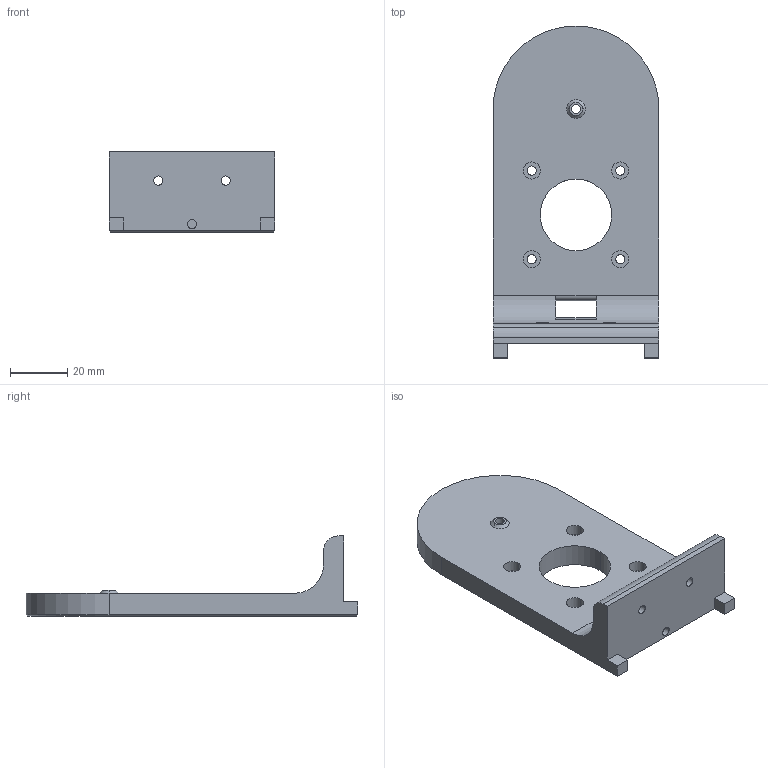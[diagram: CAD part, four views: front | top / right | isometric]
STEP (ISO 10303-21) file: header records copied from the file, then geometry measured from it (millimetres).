
FILE_DESCRIPTION (( 'STEP AP214' ), '1' );
FILE_NAME ('Gear Side Support.STEP', '2021-03-12T15:16:57', ( '' ), ( '' ), 'SwSTEP 2.0', 'SolidWorks 2019', '' );
FILE_SCHEMA (( 'AUTOMOTIVE_DESIGN' ));
Length unit declared in the file: millimetre
Products named in the file (1): Gear Side Support
Bounding box: 58 x 116 x 28 mm (x, y, z)
Volume: 52255.9 mm3; surface area: 17572.1 mm2
Topology: 1 solids, 1 shells, 79 faces, 203 edges, 132 vertices
Faces by surface type: cylinder 40, plane 36, cone 3
Entity records: 2550 total; most frequent: CARTESIAN_POINT 473, DIRECTION 446, ORIENTED_EDGE 406, EDGE_CURVE 203, AXIS2_PLACEMENT_3D 165, VERTEX_POINT 132, VECTOR 116, LINE 116
